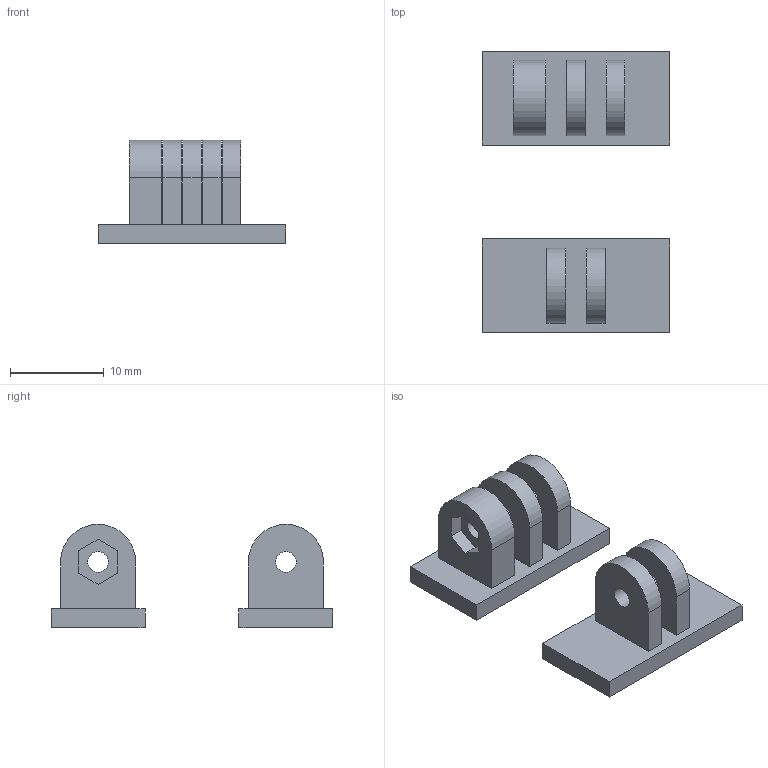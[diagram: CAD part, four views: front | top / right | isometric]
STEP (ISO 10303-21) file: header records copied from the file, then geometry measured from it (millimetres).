
FILE_DESCRIPTION(/* description */ (''),/* implementation_level */ '2;1');
FILE_NAME(/* name */ 'CameraMountCommon v1.step',/* time_stamp */ '2023-06-15T10:24:36+09:00',/* author */ (''),/* organization */ (''),/* preprocessor_version */ 'ST-DEVELOPER v19.2',/* originating_system */ 'Autodesk Translation Framework v12.6.0.85',/* authorisation */ '');
FILE_SCHEMA (('AUTOMOTIVE_DESIGN { 1 0 10303 214 3 1 1 }'));
Length unit declared in the file: millimetre
Products named in the file (1): CameraMountCommon
Bounding box: 20 x 30 x 11 mm (x, y, z)
Volume: 1488.6 mm3; surface area: 1911.5 mm2
Topology: 2 solids, 2 shells, 49 faces, 117 edges, 78 vertices
Faces by surface type: plane 39, cylinder 10
Full cylindrical faces by diameter (mm): 2.2 x5
Entity records: 1463 total; most frequent: CARTESIAN_POINT 245, DIRECTION 237, ORIENTED_EDGE 234, EDGE_CURVE 117, LINE 97, VECTOR 97, VERTEX_POINT 78, AXIS2_PLACEMENT_3D 70
